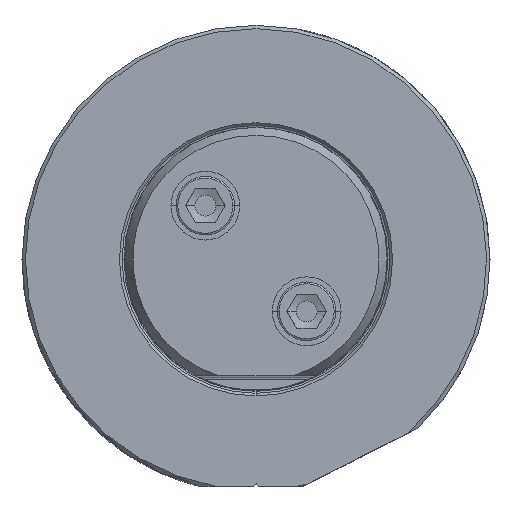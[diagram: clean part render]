
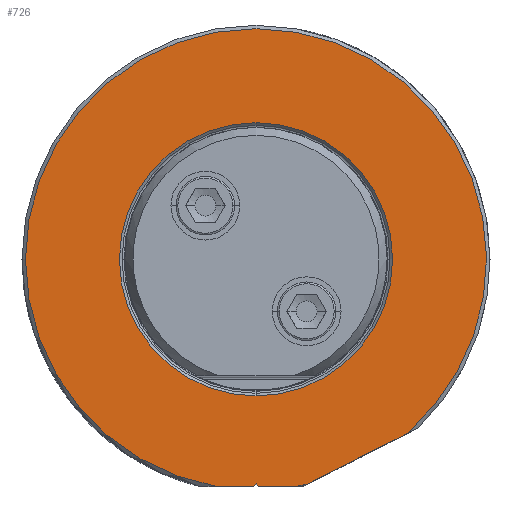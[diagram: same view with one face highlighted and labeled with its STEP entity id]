
A CAD part, top view. The second image highlights one B-rep face of the part: STEP entity #726.
In plain terms, the highlighted planar face has unit normal (0, 0, 1).
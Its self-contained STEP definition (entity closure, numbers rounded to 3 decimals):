
#234=PLANE('',#6312);
#726=ADVANCED_FACE('',(#1030,#1031),#234,.T.);
#1030=FACE_BOUND('',#1206,.T.);
#1031=FACE_BOUND('',#1207,.T.);
#1206=EDGE_LOOP('',(#3511,#3512,#3513,#3514,#3515,#3516,#3517,#3518));
#1207=EDGE_LOOP('',(#3519,#3520));
#1505=CIRCLE('',#6306,33.5);
#1506=CIRCLE('',#6307,33.5);
#1507=CIRCLE('',#6309,33.5);
#1508=CIRCLE('',#6310,19.85);
#1509=CIRCLE('',#6311,19.85);
#1820=LINE('',#12761,#2145);
#1822=LINE('',#12779,#2147);
#1824=LINE('',#12783,#2149);
#1826=LINE('',#12787,#2151);
#1828=LINE('',#12791,#2153);
#2145=VECTOR('',#7324,1.);
#2147=VECTOR('',#7328,1.);
#2149=VECTOR('',#7332,1.);
#2151=VECTOR('',#7336,1.);
#2153=VECTOR('',#7340,1.);
#3511=ORIENTED_EDGE('',*,*,#5449,.T.);
#3512=ORIENTED_EDGE('',*,*,#5366,.T.);
#3513=ORIENTED_EDGE('',*,*,#5448,.T.);
#3514=ORIENTED_EDGE('',*,*,#5447,.T.);
#3515=ORIENTED_EDGE('',*,*,#5376,.F.);
#3516=ORIENTED_EDGE('',*,*,#5374,.T.);
#3517=ORIENTED_EDGE('',*,*,#5372,.T.);
#3518=ORIENTED_EDGE('',*,*,#5370,.F.);
#3519=ORIENTED_EDGE('',*,*,#5450,.T.);
#3520=ORIENTED_EDGE('',*,*,#5451,.T.);
#4660=VERTEX_POINT('',#12760);
#4661=VERTEX_POINT('',#12762);
#4663=VERTEX_POINT('',#12778);
#4664=VERTEX_POINT('',#12780);
#4665=VERTEX_POINT('',#12784);
#4666=VERTEX_POINT('',#12788);
#4667=VERTEX_POINT('',#12792);
#4707=VERTEX_POINT('',#14900);
#4708=VERTEX_POINT('',#14905);
#4709=VERTEX_POINT('',#14906);
#5366=EDGE_CURVE('',#4661,#4660,#1820,.T.);
#5370=EDGE_CURVE('',#4663,#4664,#1822,.T.);
#5372=EDGE_CURVE('',#4665,#4664,#1824,.T.);
#5374=EDGE_CURVE('',#4666,#4665,#1826,.T.);
#5376=EDGE_CURVE('',#4666,#4667,#1828,.T.);
#5447=EDGE_CURVE('',#4707,#4667,#1505,.T.);
#5448=EDGE_CURVE('',#4660,#4707,#1506,.T.);
#5449=EDGE_CURVE('',#4663,#4661,#1507,.T.);
#5450=EDGE_CURVE('',#4708,#4709,#1508,.T.);
#5451=EDGE_CURVE('',#4709,#4708,#1509,.T.);
#6306=AXIS2_PLACEMENT_3D('',#14899,#7431,#7432);
#6307=AXIS2_PLACEMENT_3D('',#14901,#7433,#7434);
#6309=AXIS2_PLACEMENT_3D('',#14903,#7437,#7438);
#6310=AXIS2_PLACEMENT_3D('',#14904,#7439,#7440);
#6311=AXIS2_PLACEMENT_3D('',#14907,#7441,#7442);
#6312=AXIS2_PLACEMENT_3D('',#14908,#7443,#7444);
#7324=DIRECTION('',(0.892,0.453,0.));
#7328=DIRECTION('',(-1.,0.,0.));
#7332=DIRECTION('',(0.707,-0.707,0.));
#7336=DIRECTION('',(0.707,0.707,0.));
#7340=DIRECTION('',(-1.,0.,0.));
#7431=DIRECTION('',(0.,0.,1.));
#7432=DIRECTION('',(0.,1.,0.));
#7433=DIRECTION('',(0.,0.,1.));
#7434=DIRECTION('',(0.655,-0.755,0.));
#7437=DIRECTION('',(0.,0.,1.));
#7438=DIRECTION('',(0.172,-0.985,0.));
#7439=DIRECTION('',(0.,0.,-1.));
#7440=DIRECTION('',(0.,-1.,0.));
#7441=DIRECTION('',(0.,0.,-1.));
#7442=DIRECTION('',(0.,1.,0.));
#7443=DIRECTION('',(0.,0.,1.));
#7444=DIRECTION('',(0.,-1.,0.));
#12760=CARTESIAN_POINT('',(21.951,-25.306,0.));
#12761=CARTESIAN_POINT('',(7.462,-32.658,0.));
#12762=CARTESIAN_POINT('',(7.462,-32.658,0.));
#12778=CARTESIAN_POINT('',(5.766,-33.,0.));
#12779=CARTESIAN_POINT('',(5.766,-33.,0.));
#12780=CARTESIAN_POINT('',(0.354,-33.,0.));
#12783=CARTESIAN_POINT('',(0.,-32.646,0.));
#12784=CARTESIAN_POINT('',(0.,-32.646,0.));
#12787=CARTESIAN_POINT('',(-0.354,-33.,0.));
#12788=CARTESIAN_POINT('',(-0.354,-33.,0.));
#12791=CARTESIAN_POINT('',(-0.354,-33.,0.));
#12792=CARTESIAN_POINT('',(-5.766,-33.,0.));
#14899=CARTESIAN_POINT('',(0.,0.,0.));
#14900=CARTESIAN_POINT('',(0.,33.5,0.));
#14901=CARTESIAN_POINT('',(0.,0.,0.));
#14903=CARTESIAN_POINT('',(0.,0.,0.));
#14904=CARTESIAN_POINT('',(0.,0.,0.));
#14905=CARTESIAN_POINT('',(0.,-19.85,0.));
#14906=CARTESIAN_POINT('',(0.,19.85,0.));
#14907=CARTESIAN_POINT('',(0.,0.,0.));
#14908=CARTESIAN_POINT('',(-0.001,0.25,0.));
